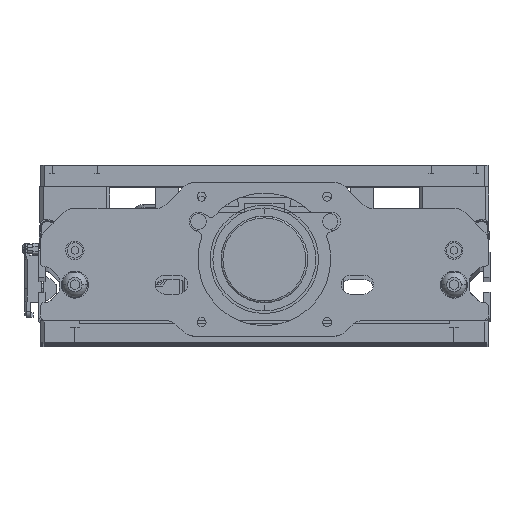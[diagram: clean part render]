
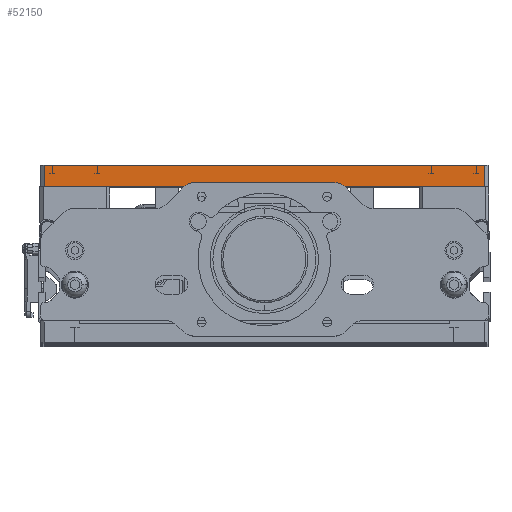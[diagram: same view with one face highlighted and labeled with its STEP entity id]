
A CAD part, top view. The second image highlights one B-rep face of the part: STEP entity #52150.
In plain terms, the highlighted planar face has unit normal (0, 0, 1).
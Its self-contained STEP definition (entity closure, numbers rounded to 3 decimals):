
#225 = LINE ( 'NONE', #26842, #28527 ) ;
#1102 = EDGE_LOOP ( 'NONE', ( #52049, #24062, #32352, #87598 ) ) ;
#1568 = VECTOR ( 'NONE', #51883, 1000. ) ;
#10422 = VERTEX_POINT ( 'NONE', #68928 ) ;
#16621 = DIRECTION ( 'NONE',  ( 1., 0., 0. ) ) ;
#21425 = VECTOR ( 'NONE', #33741, 1000. ) ;
#22879 = EDGE_CURVE ( 'NONE', #87466, #39216, #225, .T. ) ;
#24062 = ORIENTED_EDGE ( 'NONE', *, *, #84236, .F. ) ;
#24915 = CARTESIAN_POINT ( 'NONE',  ( -122., 88., 335. ) ) ;
#26842 = CARTESIAN_POINT ( 'NONE',  ( -122., 100., 335. ) ) ;
#27138 = CARTESIAN_POINT ( 'NONE',  ( 122., 88., 335. ) ) ;
#28527 = VECTOR ( 'NONE', #41382, 1000. ) ;
#32065 = DIRECTION ( 'NONE',  ( 0., 0., 1. ) ) ;
#32352 = ORIENTED_EDGE ( 'NONE', *, *, #47443, .T. ) ;
#33741 = DIRECTION ( 'NONE',  ( 0., 1., 0. ) ) ;
#36956 = PLANE ( 'NONE',  #85684 ) ;
#38691 = FACE_OUTER_BOUND ( 'NONE', #1102, .T. ) ;
#38706 = VERTEX_POINT ( 'NONE', #64073 ) ;
#38941 = EDGE_CURVE ( 'NONE', #10422, #39216, #66085, .T. ) ;
#39216 = VERTEX_POINT ( 'NONE', #41739 ) ;
#41382 = DIRECTION ( 'NONE',  ( 1., 0., 0. ) ) ;
#41739 = CARTESIAN_POINT ( 'NONE',  ( 122., 100., 335. ) ) ;
#47443 = EDGE_CURVE ( 'NONE', #38706, #10422, #85606, .T. ) ;
#51883 = DIRECTION ( 'NONE',  ( 1., 0., 0. ) ) ;
#52049 = ORIENTED_EDGE ( 'NONE', *, *, #22879, .F. ) ;
#52150 = ADVANCED_FACE ( 'NONE', ( #38691 ), #36956, .T. ) ;
#54896 = LINE ( 'NONE', #61524, #71555 ) ;
#55308 = DIRECTION ( 'NONE',  ( 0., 1., 0. ) ) ;
#59555 = CARTESIAN_POINT ( 'NONE',  ( -122., 100., 335. ) ) ;
#61524 = CARTESIAN_POINT ( 'NONE',  ( -122., 88., 335. ) ) ;
#64073 = CARTESIAN_POINT ( 'NONE',  ( -122., 88., 335. ) ) ;
#65692 = CARTESIAN_POINT ( 'NONE',  ( -122., 88., 335. ) ) ;
#66085 = LINE ( 'NONE', #27138, #21425 ) ;
#68928 = CARTESIAN_POINT ( 'NONE',  ( 122., 88., 335. ) ) ;
#71555 = VECTOR ( 'NONE', #55308, 1000. ) ;
#84236 = EDGE_CURVE ( 'NONE', #38706, #87466, #54896, .T. ) ;
#85606 = LINE ( 'NONE', #24915, #1568 ) ;
#85684 = AXIS2_PLACEMENT_3D ( 'NONE', #65692, #32065, #16621 ) ;
#87466 = VERTEX_POINT ( 'NONE', #59555 ) ;
#87598 = ORIENTED_EDGE ( 'NONE', *, *, #38941, .T. ) ;
